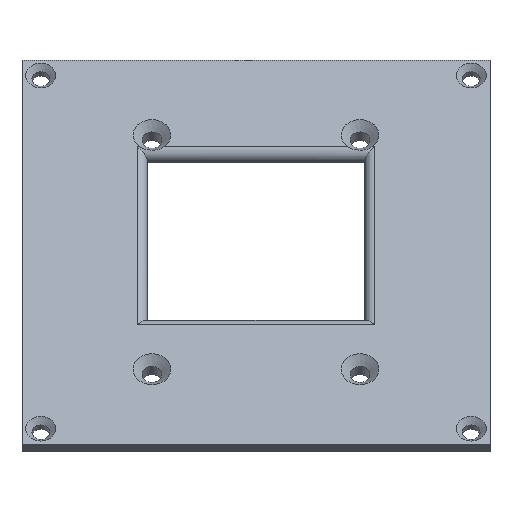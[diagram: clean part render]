
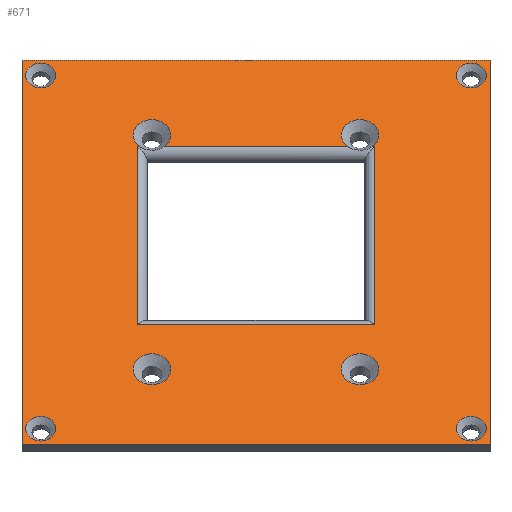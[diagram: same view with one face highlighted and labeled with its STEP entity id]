
A CAD part, front view. The second image highlights one B-rep face of the part: STEP entity #671.
In plain terms, the highlighted planar face has unit normal (0, -0.819, 0.574).
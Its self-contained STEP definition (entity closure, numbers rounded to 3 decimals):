
#19=FACE_BOUND('',#172,.T.);
#20=FACE_BOUND('',#173,.T.);
#21=FACE_BOUND('',#174,.T.);
#22=FACE_BOUND('',#175,.T.);
#23=FACE_BOUND('',#176,.T.);
#24=FACE_BOUND('',#177,.T.);
#25=FACE_BOUND('',#178,.T.);
#35=CIRCLE('',#698,2.75);
#37=CIRCLE('',#700,2.75);
#38=CIRCLE('',#702,2.75);
#40=CIRCLE('',#704,2.75);
#41=CIRCLE('',#708,2.75);
#46=CIRCLE('',#717,2.75);
#57=CIRCLE('',#738,2.2);
#60=CIRCLE('',#743,2.2);
#63=CIRCLE('',#748,2.2);
#66=CIRCLE('',#753,2.2);
#89=PLANE('',#761);
#129=FACE_OUTER_BOUND('',#171,.T.);
#171=EDGE_LOOP('',(#583,#584,#585,#586));
#172=EDGE_LOOP('',(#587,#588,#589,#590,#591,#592,#593,#594,#595,#596));
#173=EDGE_LOOP('',(#597));
#174=EDGE_LOOP('',(#598));
#175=EDGE_LOOP('',(#599));
#176=EDGE_LOOP('',(#600));
#177=EDGE_LOOP('',(#601));
#178=EDGE_LOOP('',(#602));
#193=LINE('',#971,#243);
#195=LINE('',#980,#245);
#198=LINE('',#988,#248);
#199=LINE('',#1007,#249);
#201=LINE('',#1010,#251);
#202=LINE('',#1027,#252);
#233=LINE('',#1161,#283);
#237=LINE('',#1168,#287);
#240=LINE('',#1174,#290);
#242=LINE('',#1177,#292);
#243=VECTOR('',#767,10.);
#245=VECTOR('',#775,10.);
#248=VECTOR('',#784,10.);
#249=VECTOR('',#787,10.);
#251=VECTOR('',#789,10.);
#252=VECTOR('',#790,10.);
#283=VECTOR('',#947,10.);
#287=VECTOR('',#953,10.);
#290=VECTOR('',#958,10.);
#292=VECTOR('',#962,10.);
#293=VERTEX_POINT('',#969);
#294=VERTEX_POINT('',#970);
#297=VERTEX_POINT('',#978);
#298=VERTEX_POINT('',#979);
#301=VERTEX_POINT('',#990);
#302=VERTEX_POINT('',#991);
#303=VERTEX_POINT('',#1009);
#304=VERTEX_POINT('',#1011);
#308=VERTEX_POINT('',#1039);
#310=VERTEX_POINT('',#1046);
#313=VERTEX_POINT('',#1059);
#318=VERTEX_POINT('',#1077);
#329=VERTEX_POINT('',#1115);
#332=VERTEX_POINT('',#1125);
#335=VERTEX_POINT('',#1135);
#338=VERTEX_POINT('',#1145);
#343=VERTEX_POINT('',#1158);
#344=VERTEX_POINT('',#1160);
#346=VERTEX_POINT('',#1166);
#348=VERTEX_POINT('',#1172);
#349=EDGE_CURVE('',#293,#294,#193,.T.);
#353=EDGE_CURVE('',#297,#298,#195,.T.);
#358=EDGE_CURVE('',#298,#293,#198,.T.);
#360=EDGE_CURVE('',#302,#297,#199,.T.);
#362=EDGE_CURVE('',#294,#303,#201,.T.);
#364=EDGE_CURVE('',#304,#301,#202,.T.);
#370=EDGE_CURVE('',#308,#301,#35,.T.);
#373=EDGE_CURVE('',#302,#308,#37,.T.);
#374=EDGE_CURVE('',#310,#303,#38,.T.);
#377=EDGE_CURVE('',#304,#310,#40,.T.);
#381=EDGE_CURVE('',#313,#313,#41,.T.);
#390=EDGE_CURVE('',#318,#318,#46,.T.);
#407=EDGE_CURVE('',#329,#329,#57,.T.);
#412=EDGE_CURVE('',#332,#332,#60,.T.);
#417=EDGE_CURVE('',#335,#335,#63,.T.);
#422=EDGE_CURVE('',#338,#338,#66,.T.);
#429=EDGE_CURVE('',#343,#344,#233,.T.);
#433=EDGE_CURVE('',#346,#343,#237,.T.);
#436=EDGE_CURVE('',#348,#346,#240,.T.);
#438=EDGE_CURVE('',#344,#348,#242,.T.);
#583=ORIENTED_EDGE('',*,*,#429,.F.);
#584=ORIENTED_EDGE('',*,*,#433,.F.);
#585=ORIENTED_EDGE('',*,*,#436,.F.);
#586=ORIENTED_EDGE('',*,*,#438,.F.);
#587=ORIENTED_EDGE('',*,*,#360,.F.);
#588=ORIENTED_EDGE('',*,*,#373,.T.);
#589=ORIENTED_EDGE('',*,*,#370,.T.);
#590=ORIENTED_EDGE('',*,*,#364,.F.);
#591=ORIENTED_EDGE('',*,*,#377,.T.);
#592=ORIENTED_EDGE('',*,*,#374,.T.);
#593=ORIENTED_EDGE('',*,*,#362,.F.);
#594=ORIENTED_EDGE('',*,*,#349,.F.);
#595=ORIENTED_EDGE('',*,*,#358,.F.);
#596=ORIENTED_EDGE('',*,*,#353,.F.);
#597=ORIENTED_EDGE('',*,*,#381,.T.);
#598=ORIENTED_EDGE('',*,*,#390,.T.);
#599=ORIENTED_EDGE('',*,*,#407,.T.);
#600=ORIENTED_EDGE('',*,*,#412,.T.);
#601=ORIENTED_EDGE('',*,*,#417,.T.);
#602=ORIENTED_EDGE('',*,*,#422,.T.);
#671=ADVANCED_FACE('',(#129,#19,#20,#21,#22,#23,#24,#25),#89,.T.);
#698=AXIS2_PLACEMENT_3D('',#1040,#802,#803);
#700=AXIS2_PLACEMENT_3D('',#1044,#807,#808);
#702=AXIS2_PLACEMENT_3D('',#1047,#811,#812);
#704=AXIS2_PLACEMENT_3D('',#1051,#816,#817);
#708=AXIS2_PLACEMENT_3D('',#1060,#827,#828);
#717=AXIS2_PLACEMENT_3D('',#1078,#849,#850);
#738=AXIS2_PLACEMENT_3D('',#1116,#897,#898);
#743=AXIS2_PLACEMENT_3D('',#1126,#909,#910);
#748=AXIS2_PLACEMENT_3D('',#1136,#921,#922);
#753=AXIS2_PLACEMENT_3D('',#1146,#933,#934);
#761=AXIS2_PLACEMENT_3D('',#1178,#963,#964);
#767=DIRECTION('',(0.,0.574,0.819));
#775=DIRECTION('',(0.,-0.574,-0.819));
#784=DIRECTION('',(1.,0.,0.));
#787=DIRECTION('',(-1.,0.,0.));
#789=DIRECTION('',(-1.,0.,0.));
#790=DIRECTION('',(-1.,0.,0.));
#802=DIRECTION('center_axis',(0.,0.819,-0.574));
#803=DIRECTION('ref_axis',(0.,-0.574,-0.819));
#807=DIRECTION('center_axis',(0.,0.819,-0.574));
#808=DIRECTION('ref_axis',(0.,-0.574,-0.819));
#811=DIRECTION('center_axis',(0.,0.819,-0.574));
#812=DIRECTION('ref_axis',(0.,-0.574,-0.819));
#816=DIRECTION('center_axis',(0.,0.819,-0.574));
#817=DIRECTION('ref_axis',(0.,-0.574,-0.819));
#827=DIRECTION('center_axis',(0.,0.819,-0.574));
#828=DIRECTION('ref_axis',(0.,-0.574,-0.819));
#849=DIRECTION('center_axis',(0.,0.819,-0.574));
#850=DIRECTION('ref_axis',(0.,-0.574,-0.819));
#897=DIRECTION('center_axis',(0.,0.819,-0.574));
#898=DIRECTION('ref_axis',(0.,-0.574,-0.819));
#909=DIRECTION('center_axis',(0.,0.819,-0.574));
#910=DIRECTION('ref_axis',(0.,-0.574,-0.819));
#921=DIRECTION('center_axis',(0.,0.819,-0.574));
#922=DIRECTION('ref_axis',(0.,-0.574,-0.819));
#933=DIRECTION('center_axis',(0.,0.819,-0.574));
#934=DIRECTION('ref_axis',(0.,-0.574,-0.819));
#947=DIRECTION('',(1.,0.,0.));
#953=DIRECTION('',(0.,0.574,0.819));
#958=DIRECTION('',(-1.,0.,0.));
#962=DIRECTION('',(0.,-0.574,-0.819));
#963=DIRECTION('center_axis',(0.,-0.819,
0.574));
#964=DIRECTION('ref_axis',(1.,0.,0.));
#969=CARTESIAN_POINT('',(55.9,13.515,74.301));
#970=CARTESIAN_POINT('',(55.9,31.789,100.399));
#971=CARTESIAN_POINT('',(55.9,25.95,92.06));
#978=CARTESIAN_POINT('',(21.1,31.789,100.399));
#979=CARTESIAN_POINT('',(21.1,13.515,74.301));
#980=CARTESIAN_POINT('',(21.1,17.673,80.24));
#988=CARTESIAN_POINT('',(46.45,13.515,74.301));
#990=CARTESIAN_POINT('',(25.08,31.789,100.399));
#991=CARTESIAN_POINT('',(21.46,31.789,100.399));
#1007=CARTESIAN_POINT('',(30.55,31.789,100.399));
#1009=CARTESIAN_POINT('',(55.54,31.789,100.399));
#1010=CARTESIAN_POINT('',(30.55,31.789,100.399));
#1011=CARTESIAN_POINT('',(51.92,31.789,100.399));
#1027=CARTESIAN_POINT('',(30.55,31.789,100.399));
#1039=CARTESIAN_POINT('',(23.27,34.554,104.348));
#1040=CARTESIAN_POINT('Origin',(23.27,32.976,102.095));
#1044=CARTESIAN_POINT('Origin',(23.27,32.976,102.095));
#1046=CARTESIAN_POINT('',(53.73,34.554,104.348));
#1047=CARTESIAN_POINT('Origin',(53.73,32.976,102.095));
#1051=CARTESIAN_POINT('Origin',(53.73,32.976,102.095));
#1059=CARTESIAN_POINT('',(53.73,10.544,70.058));
#1060=CARTESIAN_POINT('Origin',(53.73,8.966,67.805));
#1077=CARTESIAN_POINT('',(23.27,10.544,70.058));
#1078=CARTESIAN_POINT('Origin',(23.27,8.966,67.805));
#1115=CARTESIAN_POINT('',(70.,40.337,112.607));
#1116=CARTESIAN_POINT('Origin',(70.,39.075,110.805));
#1125=CARTESIAN_POINT('',(7.,4.13,60.898));
#1126=CARTESIAN_POINT('Origin',(7.,2.868,59.096));
#1135=CARTESIAN_POINT('',(70.,4.13,60.898));
#1136=CARTESIAN_POINT('Origin',(70.,2.868,59.096));
#1145=CARTESIAN_POINT('',(7.,40.337,112.607));
#1146=CARTESIAN_POINT('Origin',(7.,39.075,110.805));
#1158=CARTESIAN_POINT('',(4.25,40.652,113.057));
#1160=CARTESIAN_POINT('',(72.75,40.652,113.057));
#1161=CARTESIAN_POINT('',(4.25,40.652,113.057));
#1166=CARTESIAN_POINT('',(4.25,1.291,56.843));
#1168=CARTESIAN_POINT('',(4.25,1.291,56.843));
#1172=CARTESIAN_POINT('',(72.75,1.291,56.843));
#1174=CARTESIAN_POINT('',(72.75,1.291,56.843));
#1177=CARTESIAN_POINT('',(72.75,40.652,113.057));
#1178=CARTESIAN_POINT('Origin',(38.5,20.971,84.95));
